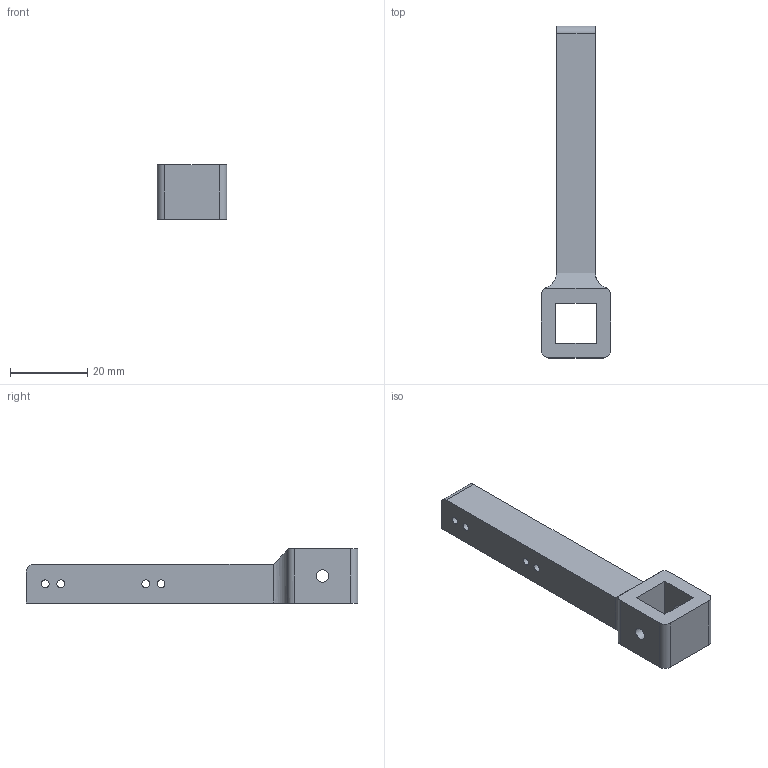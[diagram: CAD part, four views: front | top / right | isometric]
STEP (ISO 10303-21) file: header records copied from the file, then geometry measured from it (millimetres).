
FILE_DESCRIPTION((''),'2;1');
FILE_NAME('proteccionQuadCopter_B.stp','2015-07-16T10:36:54',('Startic'),(''),'Autodesk Inventor 2012','Autodesk Inventor 2012','');
FILE_SCHEMA(('AUTOMOTIVE_DESIGN { 1 0 10303 214 1 1 1 1 }'));
Length unit declared in the file: millimetre
Products named in the file (1): proteccionQuadCopter_B
Bounding box: 18 x 86 x 14 mm (x, y, z)
Volume: 9759 mm3; surface area: 4916.2 mm2
Topology: 1 solids, 1 shells, 27 faces, 111 edges, 124 vertices
Faces by surface type: plane 14, cylinder 13
Full cylindrical faces by diameter (mm): 2 x4, 3.2 x2
Entity records: 1332 total; most frequent: CARTESIAN_POINT 223, DIRECTION 193, ORIENTED_EDGE 134, VECTOR 73, LINE 73, EDGE_CURVE 67, AXIS2_PLACEMENT_3D 60, VERTEX_POINT 48
